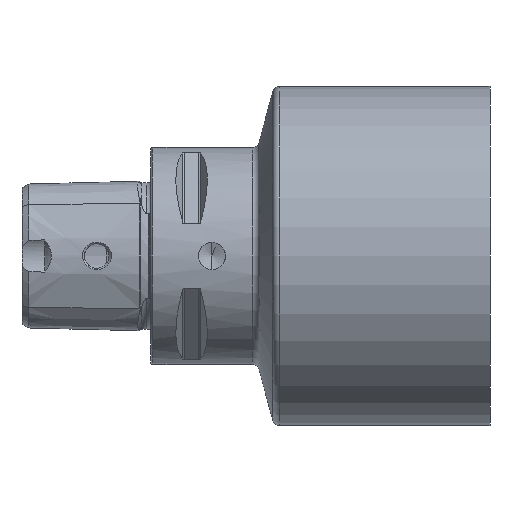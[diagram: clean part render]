
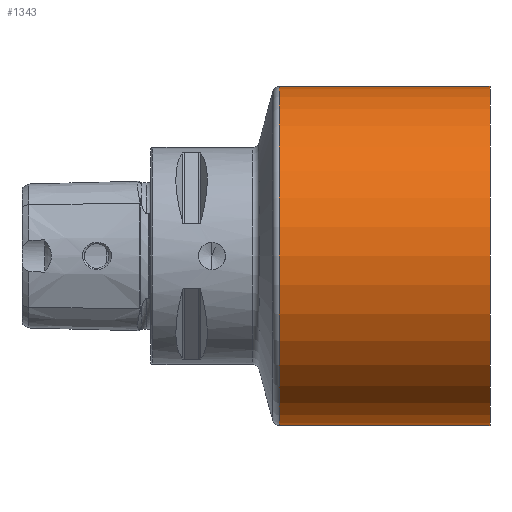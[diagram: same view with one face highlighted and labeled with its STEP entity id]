
A CAD part, front view. The second image highlights one B-rep face of the part: STEP entity #1343.
In plain terms, the highlighted cylindrical face has radius 25 mm (diameter 50 mm), a partial arc.
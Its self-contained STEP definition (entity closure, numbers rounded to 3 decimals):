
#194 = AXIS2_PLACEMENT_3D ( 'NONE', #1700, #3352, #3328 ) ;
#226 = CARTESIAN_POINT ( 'NONE',  ( -50.329, 0., 25. ) ) ;
#377 = CIRCLE ( 'NONE', #3043, 25. ) ;
#411 = AXIS2_PLACEMENT_3D ( 'NONE', #2227, #4166, #2510 ) ;
#565 = DIRECTION ( 'NONE',  ( -1., 0., 0. ) ) ;
#815 = DIRECTION ( 'NONE',  ( -1., 0., 0. ) ) ;
#953 = VERTEX_POINT ( 'NONE', #3767 ) ;
#1175 = VECTOR ( 'NONE', #2971, 1000. ) ;
#1198 = VECTOR ( 'NONE', #815, 1000. ) ;
#1305 = CARTESIAN_POINT ( 'NONE',  ( 18.946, 0., -25. ) ) ;
#1330 = VERTEX_POINT ( 'NONE', #1960 ) ;
#1343 = ADVANCED_FACE ( 'NONE', ( #1368 ), #4298, .T. ) ;
#1362 = EDGE_CURVE ( 'NONE', #953, #3718, #2641, .T. ) ;
#1368 = FACE_OUTER_BOUND ( 'NONE', #2369, .T. ) ;
#1378 = EDGE_CURVE ( 'NONE', #953, #1330, #3360, .T. ) ;
#1577 = CARTESIAN_POINT ( 'NONE',  ( 18.946, 0., 0. ) ) ;
#1579 = ORIENTED_EDGE ( 'NONE', *, *, #3735, .F. ) ;
#1700 = CARTESIAN_POINT ( 'NONE',  ( -50.329, 0., 0. ) ) ;
#1960 = CARTESIAN_POINT ( 'NONE',  ( 50., 0., 25. ) ) ;
#1995 = VERTEX_POINT ( 'NONE', #2303 ) ;
#2227 = CARTESIAN_POINT ( 'NONE',  ( 50., 0., 0. ) ) ;
#2303 = CARTESIAN_POINT ( 'NONE',  ( 18.946, 0., 25. ) ) ;
#2369 = EDGE_LOOP ( 'NONE', ( #3179, #3970, #4215, #1579 ) ) ;
#2510 = DIRECTION ( 'NONE',  ( 0., 0., 1. ) ) ;
#2641 = LINE ( 'NONE', #4039, #1175 ) ;
#2796 = EDGE_CURVE ( 'NONE', #1330, #1995, #3836, .T. ) ;
#2971 = DIRECTION ( 'NONE',  ( -1., 0., 0. ) ) ;
#3043 = AXIS2_PLACEMENT_3D ( 'NONE', #1577, #565, #3274 ) ;
#3179 = ORIENTED_EDGE ( 'NONE', *, *, #1362, .F. ) ;
#3274 = DIRECTION ( 'NONE',  ( 0., 0., 1. ) ) ;
#3328 = DIRECTION ( 'NONE',  ( 0., 0., 1. ) ) ;
#3352 = DIRECTION ( 'NONE',  ( -1., 0., 0. ) ) ;
#3360 = CIRCLE ( 'NONE', #411, 25. ) ;
#3718 = VERTEX_POINT ( 'NONE', #1305 ) ;
#3735 = EDGE_CURVE ( 'NONE', #3718, #1995, #377, .T. ) ;
#3767 = CARTESIAN_POINT ( 'NONE',  ( 50., 0., -25. ) ) ;
#3836 = LINE ( 'NONE', #226, #1198 ) ;
#3970 = ORIENTED_EDGE ( 'NONE', *, *, #1378, .T. ) ;
#4039 = CARTESIAN_POINT ( 'NONE',  ( -50.329, 0., -25. ) ) ;
#4166 = DIRECTION ( 'NONE',  ( -1., 0., 0. ) ) ;
#4215 = ORIENTED_EDGE ( 'NONE', *, *, #2796, .T. ) ;
#4298 = CYLINDRICAL_SURFACE ( 'NONE', #194, 25. ) ;
